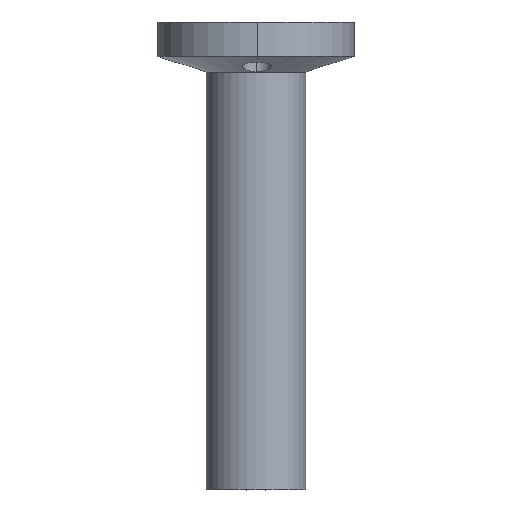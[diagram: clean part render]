
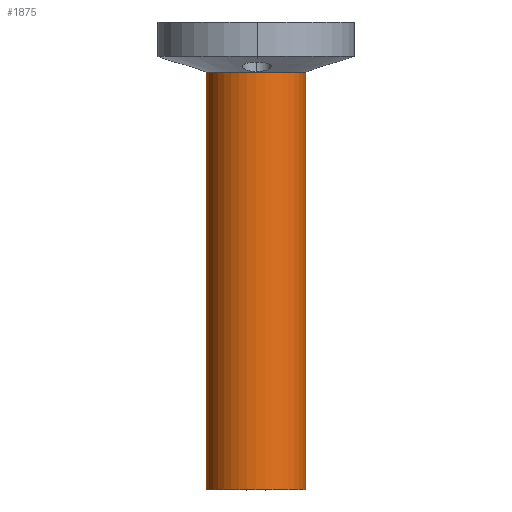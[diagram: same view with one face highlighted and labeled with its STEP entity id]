
A CAD part, top view. The second image highlights one B-rep face of the part: STEP entity #1875.
In plain terms, the highlighted cylindrical face has radius 19 mm (diameter 38 mm), a partial arc.
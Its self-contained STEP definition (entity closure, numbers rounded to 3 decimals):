
#129 = EDGE_LOOP ( 'NONE', ( #5437, #4275, #724, #892 ) ) ;
#214 = AXIS2_PLACEMENT_3D ( 'NONE', #1092, #2739, #3756 ) ;
#469 = CARTESIAN_POINT ( 'NONE',  ( -48.554, 85.639, 158.837 ) ) ;
#616 = CIRCLE ( 'NONE', #6334, 19. ) ;
#724 = ORIENTED_EDGE ( 'NONE', *, *, #5943, .F. ) ;
#740 = DIRECTION ( 'NONE',  ( 0., 0., 1. ) ) ;
#749 = CARTESIAN_POINT ( 'NONE',  ( -52.054, 85.639, 140.163 ) ) ;
#748 = CYLINDRICAL_SURFACE ( 'NONE', #3363, 19. ) ;
#892 = ORIENTED_EDGE ( 'NONE', *, *, #1307, .T. ) ;
#962 = CARTESIAN_POINT ( 'NONE',  ( -52.054, 85.639, 140.163 ) ) ;
#1092 = CARTESIAN_POINT ( 'NONE',  ( -48.554, -73.361, 158.837 ) ) ;
#1307 = EDGE_CURVE ( 'NONE', #4318, #5371, #1560, .T. ) ;
#1479 = FACE_OUTER_BOUND ( 'NONE', #129, .T. ) ;
#1560 = LINE ( 'NONE', #749, #5901 ) ;
#1771 = DIRECTION ( 'NONE',  ( 0., -1., 0. ) ) ;
#1875 = ADVANCED_FACE ( 'NONE', ( #1479 ), #748, .T. ) ;
#2408 = DIRECTION ( 'NONE',  ( 0., 1., 0. ) ) ;
#2454 = DIRECTION ( 'NONE',  ( 0., -1., 0. ) ) ;
#2652 = CARTESIAN_POINT ( 'NONE',  ( -52.054, -73.361, 140.163 ) ) ;
#2739 = DIRECTION ( 'NONE',  ( 0., 1., 0. ) ) ;
#2933 = EDGE_CURVE ( 'NONE', #5371, #4528, #5477, .T. ) ;
#3341 = CARTESIAN_POINT ( 'NONE',  ( -48.554, 85.639, 158.837 ) ) ;
#3363 = AXIS2_PLACEMENT_3D ( 'NONE', #469, #2454, #5158 ) ;
#3415 = EDGE_CURVE ( 'NONE', #4528, #4427, #5059, .T. ) ;
#3677 = VECTOR ( 'NONE', #2408, 1000. ) ;
#3756 = DIRECTION ( 'NONE',  ( 0., 0., 1. ) ) ;
#4275 = ORIENTED_EDGE ( 'NONE', *, *, #3415, .T. ) ;
#4294 = CARTESIAN_POINT ( 'NONE',  ( -45.054, 85.639, 140.163 ) ) ;
#4318 = VERTEX_POINT ( 'NONE', #962 ) ;
#4427 = VERTEX_POINT ( 'NONE', #4294 ) ;
#4528 = VERTEX_POINT ( 'NONE', #6466 ) ;
#5059 = LINE ( 'NONE', #5579, #3677 ) ;
#5158 = DIRECTION ( 'NONE',  ( 0., 0., -1. ) ) ;
#5371 = VERTEX_POINT ( 'NONE', #2652 ) ;
#5437 = ORIENTED_EDGE ( 'NONE', *, *, #2933, .T. ) ;
#5477 = CIRCLE ( 'NONE', #214, 19. ) ;
#5579 = CARTESIAN_POINT ( 'NONE',  ( -45.054, 85.639, 140.163 ) ) ;
#5901 = VECTOR ( 'NONE', #1771, 1000. ) ;
#5943 = EDGE_CURVE ( 'NONE', #4318, #4427, #616, .T. ) ;
#6334 = AXIS2_PLACEMENT_3D ( 'NONE', #3341, #6388, #740 ) ;
#6388 = DIRECTION ( 'NONE',  ( 0., 1., 0. ) ) ;
#6466 = CARTESIAN_POINT ( 'NONE',  ( -45.054, -73.361, 140.163 ) ) ;
